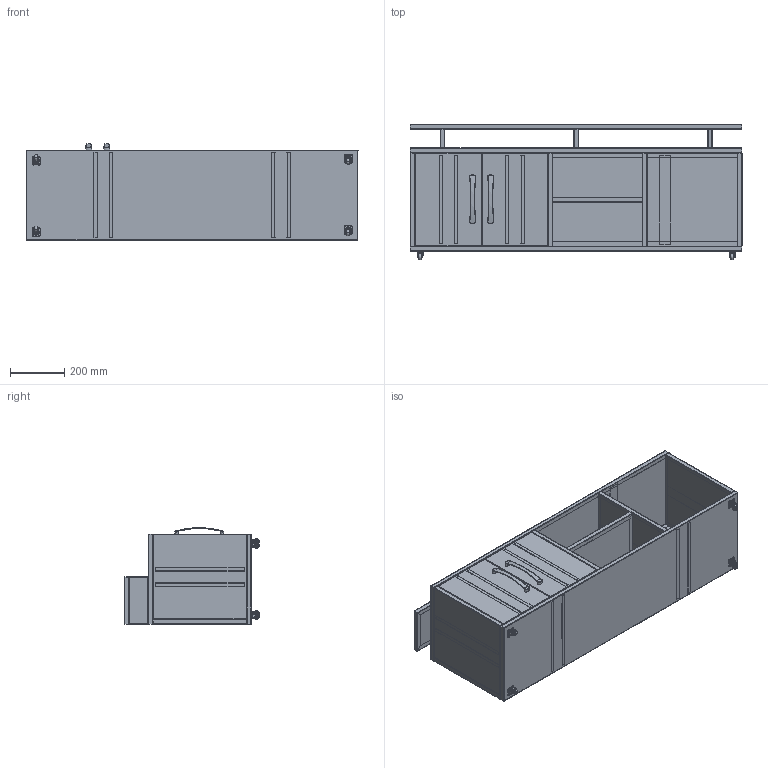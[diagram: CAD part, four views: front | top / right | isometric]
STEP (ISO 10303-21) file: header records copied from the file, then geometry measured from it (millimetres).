
FILE_DESCRIPTION(('FreeCAD Model'),'2;1');
FILE_NAME('Open CASCADE Shape Model','2025-05-01T21:01:33',('FreeCAD'),( 'FreeCAD'),'Open CASCADE STEP processor 7.6','FreeCAD','Unknown');
FILE_SCHEMA(('AUTOMOTIVE_DESIGN { 1 0 10303 214 1 1 1 1 }'));
Products named in the file (1): Open CASCADE STEP translator 7.6 1
Bounding box: 1223.23 x 498.99 x 355.81 mm (x, y, z)
Volume: 2939377.9 mm3; surface area: 11131871.7 mm2
Topology: 128 solids, 128 shells, 2592 faces, 5688 edges, 3276 vertices
Faces by surface type: bspline 2592
Entity records: 87766 total; most frequent: CARTESIAN_POINT 53827, ORIENTED_EDGE 11104, EDGE_CURVE 5552, B_SPLINE_CURVE_WITH_KNOTS 4164, VERTEX_POINT 3276, FACE_BOUND 2724, EDGE_LOOP 2724, ADVANCED_FACE 2592
